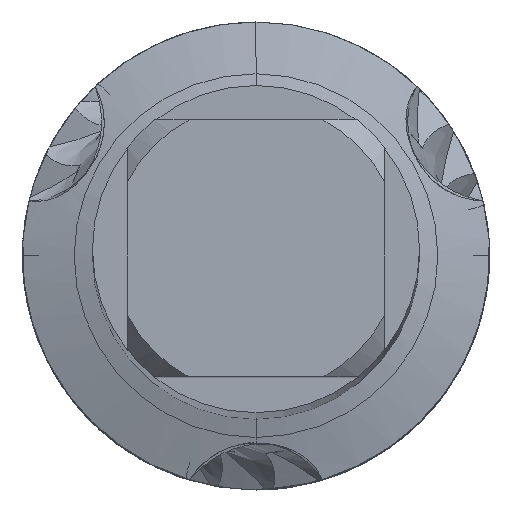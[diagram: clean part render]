
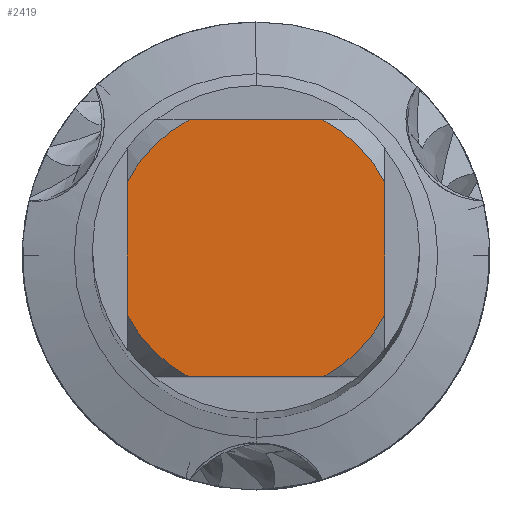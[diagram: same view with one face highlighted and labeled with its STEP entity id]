
A CAD part, top view. The second image highlights one B-rep face of the part: STEP entity #2419.
In plain terms, the highlighted planar face has unit normal (0, 0, 1).
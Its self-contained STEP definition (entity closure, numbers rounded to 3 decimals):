
#1571=VERTEX_POINT('',#4337);
#1955=EDGE_CURVE('',#1571,#3335,#4761,.T.);
#2419=ADVANCED_FACE('',(#5266),#5267,.T.);
#2499=VERTEX_POINT('',#5350);
#2511=VERTEX_POINT('',#5363);
#2683=EDGE_CURVE('',#3797,#3237,#5549,.T.);
#2775=EDGE_CURVE('',#3285,#3237,#5648,.T.);
#2959=EDGE_CURVE('',#2511,#3985,#5844,.T.);
#3089=EDGE_CURVE('',#3797,#2499,#5988,.T.);
#3095=EDGE_CURVE('',#1571,#3985,#5995,.T.);
#3237=VERTEX_POINT('',#6149);
#3243=EDGE_CURVE('',#3285,#3335,#6156,.T.);
#3285=VERTEX_POINT('',#6200);
#3335=VERTEX_POINT('',#6256);
#3709=EDGE_CURVE('',#2511,#2499,#6663,.T.);
#3797=VERTEX_POINT('',#6763);
#3985=VERTEX_POINT('',#6965);
#4337=CARTESIAN_POINT('',(2.75,-1.431,0.0));
#4761=CIRCLE('',#8746,3.1);
#5266=FACE_OUTER_BOUND('',#10216,.T.);
#5267=PLANE('',#10217);
#5350=CARTESIAN_POINT('',(-1.431,2.75,0.0));
#5363=CARTESIAN_POINT('',(1.431,2.75,0.0));
#5549=LINE('',#10763,#10764);
#5648=CIRCLE('',#11000,3.1);
#5844=CIRCLE('',#11428,3.1);
#5988=CIRCLE('',#11762,3.1);
#5995=LINE('',#11770,#11771);
#6149=CARTESIAN_POINT('',(-2.75,-1.431,0.0));
#6156=LINE('',#12399,#12400);
#6200=CARTESIAN_POINT('',(-1.431,-2.75,0.0));
#6256=CARTESIAN_POINT('',(1.431,-2.75,0.0));
#6663=LINE('',#14027,#14028);
#6763=CARTESIAN_POINT('',(-2.75,1.431,0.0));
#6965=CARTESIAN_POINT('',(2.75,1.431,0.0));
#8746=AXIS2_PLACEMENT_3D('',#16088,#16089,#16090);
#10216=EDGE_LOOP('',(#16689,#16690,#16691,#16692,#16693,#16694,#16695,#16696));
#10217=AXIS2_PLACEMENT_3D('',#16697,#16698,#16699);
#10763=CARTESIAN_POINT('',(-2.75,0.775,0.0));
#10764=VECTOR('',#16938,1.0);
#11000=AXIS2_PLACEMENT_3D('',#17050,#17051,#17052);
#11428=AXIS2_PLACEMENT_3D('',#17211,#17212,#17213);
#11762=AXIS2_PLACEMENT_3D('',#17383,#17384,#17385);
#11770=CARTESIAN_POINT('',(2.75,0.775,0.0));
#11771=VECTOR('',#17394,1.0);
#12399=CARTESIAN_POINT('',(0.0,-2.75,0.0));
#12400=VECTOR('',#17620,1.0);
#14027=CARTESIAN_POINT('',(0.0,2.75,0.0));
#14028=VECTOR('',#18109,1.0);
#16088=CARTESIAN_POINT('',(0.0,0.0,0.0));
#16089=DIRECTION('',(0.0,0.0,-1.0));
#16090=DIRECTION('',(0.0,1.0,0.0));
#16689=ORIENTED_EDGE('',*,*,#2683,.T.);
#16690=ORIENTED_EDGE('',*,*,#2775,.F.);
#16691=ORIENTED_EDGE('',*,*,#3243,.T.);
#16692=ORIENTED_EDGE('',*,*,#1955,.F.);
#16693=ORIENTED_EDGE('',*,*,#3095,.T.);
#16694=ORIENTED_EDGE('',*,*,#2959,.F.);
#16695=ORIENTED_EDGE('',*,*,#3709,.T.);
#16696=ORIENTED_EDGE('',*,*,#3089,.F.);
#16697=CARTESIAN_POINT('',(0.0,1.55,0.0));
#16698=DIRECTION('',(-0.0,0.0,1.0));
#16699=DIRECTION('',(0.0,-1.0,0.0));
#16938=DIRECTION('',(-0.0,-1.0,0.0));
#17050=CARTESIAN_POINT('',(0.0,0.0,0.0));
#17051=DIRECTION('',(0.0,0.0,-1.0));
#17052=DIRECTION('',(0.0,1.0,0.0));
#17211=CARTESIAN_POINT('',(0.0,0.0,0.0));
#17212=DIRECTION('',(0.0,0.0,-1.0));
#17213=DIRECTION('',(0.0,1.0,0.0));
#17383=CARTESIAN_POINT('',(0.0,0.0,0.0));
#17384=DIRECTION('',(0.0,0.0,-1.0));
#17385=DIRECTION('',(0.0,1.0,0.0));
#17394=DIRECTION('',(-0.0,1.0,0.0));
#17620=DIRECTION('',(1.0,0.0,0.0));
#18109=DIRECTION('',(-1.0,0.0,0.0));
